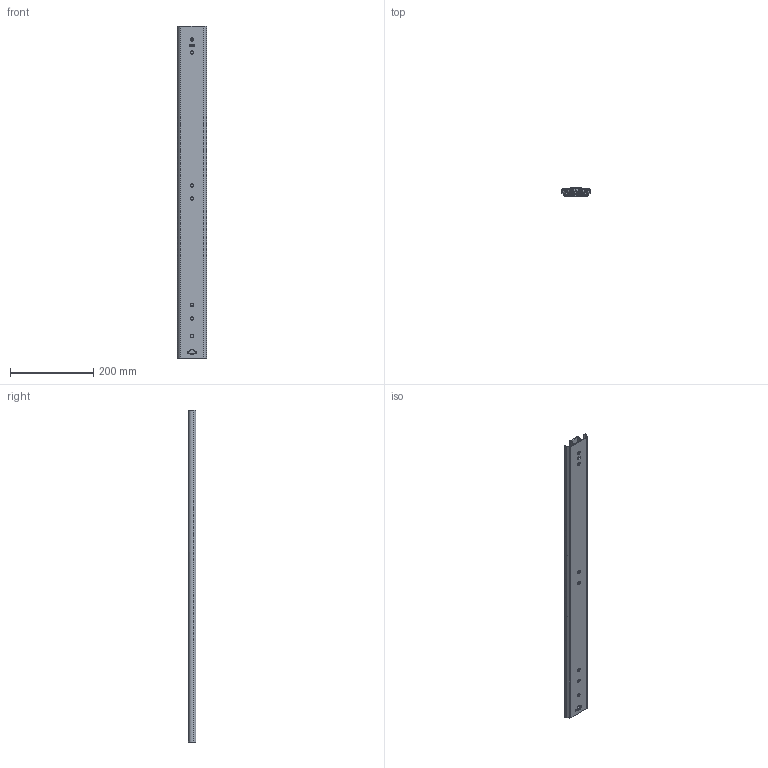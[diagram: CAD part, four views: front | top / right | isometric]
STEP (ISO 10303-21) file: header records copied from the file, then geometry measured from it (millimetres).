
FILE_DESCRIPTION((''),'2;1');
FILE_NAME('101-S29_ASM','2015-05-13T',('w.jans'),(''),'PRO/ENGINEER BY PARAMETRIC TECHNOLOGY CORPORATION, 2003450','PRO/ENGINEER BY PARAMETRIC TECHNOLOGY CORPORATION, 2003450','');
FILE_SCHEMA(('CONFIG_CONTROL_DESIGN'));
Length unit declared in the file: millimetre
Products named in the file (14): 101-S29-SKEL; 511-01-S29-TA1; 511-01-S29-TA1_ASM; 515-4XX-01-S29; 911-073; 515-4XX-01-S29_ASM; 512-01-S29-TA2; 512-01-S29-TA2_ASM; 515-5XX-01-S29; 911-078; 515-5XX-01-S29_ASM; 513-01-S29-T3; 513-01-S29-T3_ASM; 101-S29_ASM
Assembly tree (89 placements, depth 3):
  101-S29_ASM
    101-S29-SKEL
    511-01-S29-TA1_ASM
      511-01-S29-TA1
    515-4XX-01-S29_ASM
      515-4XX-01-S29
      911-073  x40
    512-01-S29-TA2_ASM
      512-01-S29-TA2
    515-5XX-01-S29_ASM
      515-5XX-01-S29
      911-078  x38
    513-01-S29-T3_ASM
      513-01-S29-T3
Bounding box: 70.9 x 18.4 x 800 mm (x, y, z)
Volume: 399760.5 mm3; surface area: 483106.7 mm2
Topology: 83 solids, 83 shells, 1593 faces, 4652 edges, 2897 vertices
Faces by surface type: plane 772, cylinder 619, sphere 157, cone 45
Entity records: 50976 total; most frequent: CARTESIAN_POINT 11021, DIRECTION 8433, ORIENTED_EDGE 8374, EDGE_CURVE 4187, AXIS2_PLACEMENT_3D 2832, VECTOR 2769, LINE 2769, VERTEX_POINT 2745
